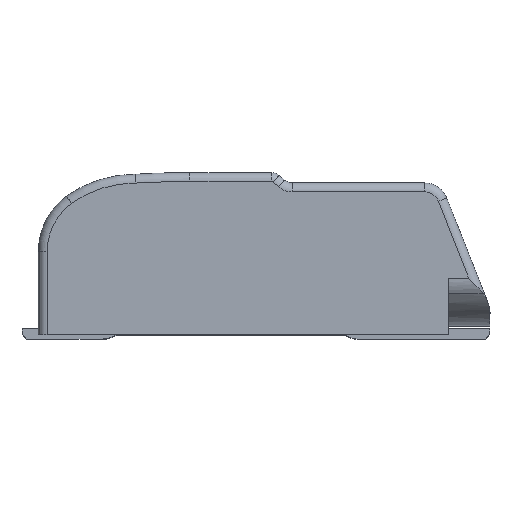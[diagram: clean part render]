
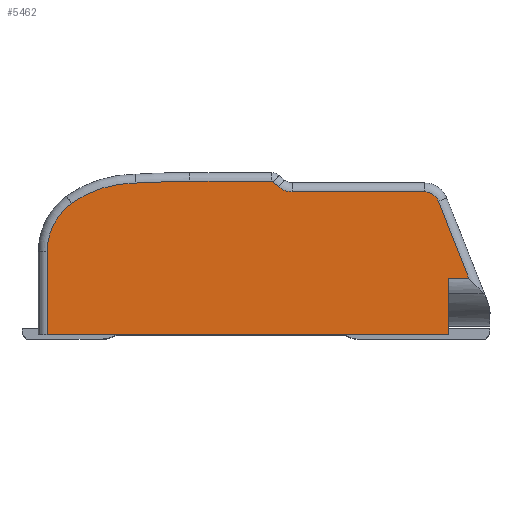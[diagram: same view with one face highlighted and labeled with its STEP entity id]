
A CAD part, top view. The second image highlights one B-rep face of the part: STEP entity #5462.
In plain terms, the highlighted planar face has unit normal (0, 0, 1).
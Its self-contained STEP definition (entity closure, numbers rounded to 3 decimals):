
#248=CIRCLE('',#5756,0.5);
#249=CIRCLE('',#5757,0.7);
#250=CIRCLE('',#5758,0.1);
#251=CIRCLE('',#5759,34.94);
#252=CIRCLE('',#5760,3.7);
#253=CIRCLE('',#5761,2.);
#631=ORIENTED_EDGE('',*,*,#1581,.T.);
#632=ORIENTED_EDGE('',*,*,#1781,.T.);
#633=ORIENTED_EDGE('',*,*,#1782,.T.);
#634=ORIENTED_EDGE('',*,*,#1783,.T.);
#635=ORIENTED_EDGE('',*,*,#1784,.T.);
#636=ORIENTED_EDGE('',*,*,#1785,.T.);
#637=ORIENTED_EDGE('',*,*,#1786,.T.);
#638=ORIENTED_EDGE('',*,*,#1787,.T.);
#639=ORIENTED_EDGE('',*,*,#1788,.T.);
#640=ORIENTED_EDGE('',*,*,#1789,.T.);
#641=ORIENTED_EDGE('',*,*,#1790,.T.);
#642=ORIENTED_EDGE('',*,*,#1791,.T.);
#643=ORIENTED_EDGE('',*,*,#1792,.T.);
#644=ORIENTED_EDGE('',*,*,#1571,.T.);
#1571=EDGE_CURVE('',#2168,#2167,#2543,.T.);
#1581=EDGE_CURVE('',#2167,#2176,#2549,.T.);
#1781=EDGE_CURVE('',#2176,#2332,#2681,.T.);
#1782=EDGE_CURVE('',#2332,#2333,#2682,.T.);
#1783=EDGE_CURVE('',#2333,#2334,#248,.T.);
#1784=EDGE_CURVE('',#2334,#2335,#2683,.T.);
#1785=EDGE_CURVE('',#2335,#2336,#249,.F.);
#1786=EDGE_CURVE('',#2336,#2337,#2684,.T.);
#1787=EDGE_CURVE('',#2337,#2338,#250,.T.);
#1788=EDGE_CURVE('',#2338,#2339,#2685,.T.);
#1789=EDGE_CURVE('',#2339,#2340,#251,.T.);
#1790=EDGE_CURVE('',#2340,#2341,#252,.T.);
#1791=EDGE_CURVE('',#2341,#2342,#253,.T.);
#1792=EDGE_CURVE('',#2342,#2168,#2686,.T.);
#2167=VERTEX_POINT('',#7295);
#2168=VERTEX_POINT('',#7297);
#2176=VERTEX_POINT('',#7315);
#2332=VERTEX_POINT('',#7745);
#2333=VERTEX_POINT('',#7747);
#2334=VERTEX_POINT('',#7749);
#2335=VERTEX_POINT('',#7751);
#2336=VERTEX_POINT('',#7753);
#2337=VERTEX_POINT('',#7755);
#2338=VERTEX_POINT('',#7757);
#2339=VERTEX_POINT('',#7759);
#2340=VERTEX_POINT('',#7761);
#2341=VERTEX_POINT('',#7763);
#2342=VERTEX_POINT('',#7765);
#2543=LINE('',#7296,#2909);
#2549=LINE('',#7316,#2915);
#2681=LINE('',#7744,#3047);
#2682=LINE('',#7746,#3048);
#2683=LINE('',#7750,#3049);
#2684=LINE('',#7754,#3050);
#2685=LINE('',#7758,#3051);
#2686=LINE('',#7766,#3052);
#2909=VECTOR('',#6090,1000.);
#2915=VECTOR('',#6106,1000.);
#3047=VECTOR('',#6424,1000.);
#3048=VECTOR('',#6425,1000.);
#3049=VECTOR('',#6428,1000.);
#3050=VECTOR('',#6431,1000.);
#3051=VECTOR('',#6434,1000.);
#3052=VECTOR('',#6441,1000.);
#3310=EDGE_LOOP('',(#631,#632,#633,#634,#635,#636,#637,#638,#639,#640,#641,
#642,#643,#644));
#3542=FACE_BOUND('',#3310,.T.);
#3751=PLANE('',#5755);
#5462=ADVANCED_FACE('',(#3542),#3751,.T.);
#5755=AXIS2_PLACEMENT_3D('',#7743,#6422,#6423);
#5756=AXIS2_PLACEMENT_3D('',#7748,#6426,#6427);
#5757=AXIS2_PLACEMENT_3D('',#7752,#6429,#6430);
#5758=AXIS2_PLACEMENT_3D('',#7756,#6432,#6433);
#5759=AXIS2_PLACEMENT_3D('',#7760,#6435,#6436);
#5760=AXIS2_PLACEMENT_3D('',#7762,#6437,#6438);
#5761=AXIS2_PLACEMENT_3D('',#7764,#6439,#6440);
#6090=DIRECTION('',(1.,0.,0.));
#6106=DIRECTION('',(0.,1.,0.));
#6422=DIRECTION('',(0.,0.,1.));
#6423=DIRECTION('',(1.,0.,0.));
#6424=DIRECTION('',(1.,0.,0.));
#6425=DIRECTION('',(-0.367,0.93,0.));
#6426=DIRECTION('',(0.,0.,1.));
#6427=DIRECTION('',(1.,0.,0.));
#6428=DIRECTION('',(-1.,0.,0.));
#6429=DIRECTION('',(0.,0.,1.));
#6430=DIRECTION('',(1.,0.,0.));
#6431=DIRECTION('',(-0.759,0.651,0.));
#6432=DIRECTION('',(0.,0.,1.));
#6433=DIRECTION('',(1.,0.,0.));
#6434=DIRECTION('',(-1.,0.,0.));
#6435=DIRECTION('',(0.,0.,1.));
#6436=DIRECTION('',(1.,0.,0.));
#6437=DIRECTION('',(0.,0.,1.));
#6438=DIRECTION('',(1.,0.,0.));
#6439=DIRECTION('',(0.,0.,1.));
#6440=DIRECTION('',(1.,0.,0.));
#6441=DIRECTION('',(0.,-1.,0.));
#7295=CARTESIAN_POINT('',(-1.4,0.,11.7));
#7296=CARTESIAN_POINT('',(-15.2,0.,11.7));
#7297=CARTESIAN_POINT('',(-14.9,0.,11.7));
#7315=CARTESIAN_POINT('',(-1.4,1.9,11.7));
#7316=CARTESIAN_POINT('',(-1.4,0.,11.7));
#7743=CARTESIAN_POINT('',(-12.9,2.8,11.7));
#7744=CARTESIAN_POINT('',(-1.4,1.9,11.7));
#7745=CARTESIAN_POINT('',(-0.717,1.9,11.7));
#7746=CARTESIAN_POINT('',(-1.735,4.483,11.7));
#7747=CARTESIAN_POINT('',(-1.735,4.483,11.7));
#7748=CARTESIAN_POINT('',(-2.2,4.3,11.7));
#7749=CARTESIAN_POINT('',(-2.2,4.8,11.7));
#7750=CARTESIAN_POINT('',(-6.652,4.8,11.7));
#7751=CARTESIAN_POINT('',(-6.652,4.8,11.7));
#7752=CARTESIAN_POINT('',(-6.652,5.5,11.7));
#7753=CARTESIAN_POINT('',(-7.108,4.969,11.7));
#7754=CARTESIAN_POINT('',(-7.291,5.126,11.7));
#7755=CARTESIAN_POINT('',(-7.291,5.126,11.7));
#7756=CARTESIAN_POINT('',(-7.356,5.05,11.7));
#7757=CARTESIAN_POINT('',(-7.356,5.15,11.7));
#7758=CARTESIAN_POINT('',(-10.1,5.15,11.7));
#7759=CARTESIAN_POINT('',(-10.1,5.15,11.7));
#7760=CARTESIAN_POINT('',(-9.97,-29.79,11.7));
#7761=CARTESIAN_POINT('',(-11.934,5.095,11.7));
#7762=CARTESIAN_POINT('',(-11.942,1.395,11.7));
#7763=CARTESIAN_POINT('',(-14.082,4.413,11.7));
#7764=CARTESIAN_POINT('',(-12.9,2.8,11.7));
#7765=CARTESIAN_POINT('',(-14.9,2.8,11.7));
#7766=CARTESIAN_POINT('',(-14.9,0.,11.7));
